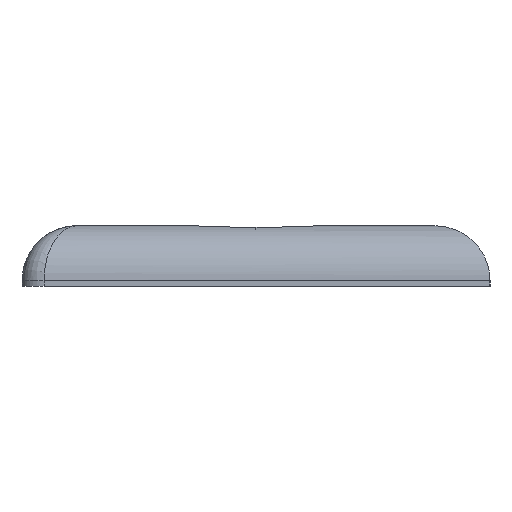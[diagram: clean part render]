
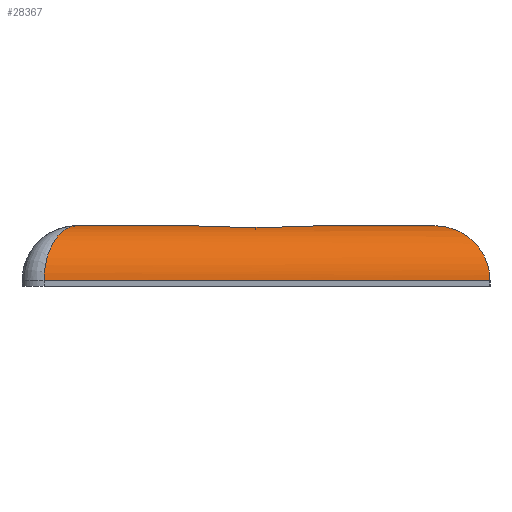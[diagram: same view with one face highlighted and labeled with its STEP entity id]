
A CAD part, left-side view. The second image highlights one B-rep face of the part: STEP entity #28367.
In plain terms, the highlighted cylindrical face has radius 10 mm (diameter 20 mm), a partial arc.
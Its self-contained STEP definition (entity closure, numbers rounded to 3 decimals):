
#18918=CARTESIAN_POINT('POINT1157',(-286.,-4.,0.));
#18919=VERTEX_POINT('VERTEX1157',#18918);
#18966=CARTESIAN_POINT('POINT1160',(-286.,-85.,0.));
#18967=VERTEX_POINT('VERTEX1160',#18966);
#18974=CARTESIAN_POINT('POS2359',(-286.,0.,0.));
#18975=DIRECTION('DIR2986',(0.,-1.,0.));
#18976=VECTOR('VEC1732',#18975,1.);
#18977=LINE('STRAIGHT1732',#18974,#18976);
#18978=EDGE_CURVE('EDGE1738',#18919,#18967,#18977,.T.);
#27164=CARTESIAN_POINT('POINT2033',(-276.,-10.,10.));
#27165=VERTEX_POINT('VERTEX2033',#27164);
#27172=CARTESIAN_POINT('POINT2034',(-276.,-30.,10.));
#27173=VERTEX_POINT('VERTEX2034',#27172);
#27174=CARTESIAN_POINT('POS3312',(-276.,0.,10.));
#27175=DIRECTION('DIR4014',(0.,-1.,0.));
#27176=VECTOR('VEC2610',#27175,1.);
#27177=LINE('STRAIGHT2610',#27174,#27176);
#27178=EDGE_CURVE('EDGE2620',#27165,#27173,#27177,.T.);
#27195=B_SPLINE_CURVE_WITH_KNOTS('SPLINE_CRV2',3,(#27196,#27197,#27198,
   #27199,#27200,#27201,#27202,#27203,#27204,#27205,#27206,#27207),
   .UNSPECIFIED.,.F.,.F.,(4,1,1,1,1,1,1,1,1,4),(0.,
   0.097,0.193,0.289,
   0.406,0.521,0.637,
   0.758,0.879,1.),.UNSPECIFIED.);
#27196=CARTESIAN_POINT('',(-286.,-4.,0.));
#27197=CARTESIAN_POINT('',(-286.,-4.
   ,0.548));
#27198=CARTESIAN_POINT('',(-285.909,-4.054
   ,1.647));
#27199=CARTESIAN_POINT('',(-285.51,-4.294
   ,3.229));
#27200=CARTESIAN_POINT('',(-284.83,-4.702
   ,4.802));
#27201=CARTESIAN_POINT('',(-283.849,-5.29
   ,6.288));
#27202=CARTESIAN_POINT('',(-282.579,-6.053,
   7.602));
#27203=CARTESIAN_POINT('',(-281.114,-6.932
   ,8.656));
#27204=CARTESIAN_POINT('',(-279.496,-7.902
   ,9.427));
#27205=CARTESIAN_POINT('',(-277.767,-8.94,
   9.896));
#27206=CARTESIAN_POINT('',(-276.588,-9.647
   ,10.));
#27207=CARTESIAN_POINT('',(-276.,-10.,10.));
#27208=EDGE_CURVE('EDGE2622',#27165,#18919,#27195,.F.);
#28312=CARTESIAN_POINT('POINT2038',(-276.,-75.,10.));
#28313=VERTEX_POINT('VERTEX2038',#28312);
#28314=CARTESIAN_POINT('POS3322',(-276.,-75.,0.));
#28315=DIRECTION('DIR4029',(0.707,-0.707
   ,0.));
#28316=DIRECTION('DIR4030',(-0.707,
   -0.707,0.));
#28317=AXIS2_PLACEMENT_3D('AXIS708',#28314,#28315,#28316);
#28318=ELLIPSE('ELLIPSE12',#28317,14.142,10.);
#28319=EDGE_CURVE('EDGE2629',#28313,#18967,#28318,.T.);
#28320=ORIENTED_EDGE('COEDGE4376',*,*,#28319,.F.);
#28321=CARTESIAN_POINT('POINT2039',(-276.,-55.,10.));
#28322=VERTEX_POINT('VERTEX2039',#28321);
#28323=CARTESIAN_POINT('POS3323',(-276.,0.,10.));
#28324=DIRECTION('DIR4031',(0.,-1.,0.));
#28325=VECTOR('VEC2615',#28324,1.);
#28326=LINE('STRAIGHT2615',#28323,#28325);
#28327=EDGE_CURVE('EDGE2630',#28322,#28313,#28326,.T.);
#28328=ORIENTED_EDGE('COEDGE4377',*,*,#28327,.F.);
#28329=CARTESIAN_POINT('POINT2040',(-278.5,-42.5,
   9.682));
#28330=VERTEX_POINT('VERTEX2040',#28329);
#28331=B_SPLINE_CURVE_WITH_KNOTS('SPLINE_CRV4',3,(#28332,#28333,#28334,
   #28335,#28336,#28337,#28338,#28339,#28340,#28341),.UNSPECIFIED.,.F.,
   .F.,(4,2,2,2,4),(12.929,15.947,
   19.136,22.325,25.515),
   .UNSPECIFIED.);
#28332=CARTESIAN_POINT('',(-276.,-55.
   ,10.));
#28333=CARTESIAN_POINT('',(-276.392,-54.06
   ,10.));
#28334=CARTESIAN_POINT('',(-276.742,-53.094
   ,9.977));
#28335=CARTESIAN_POINT('',(-277.368,-51.071
   ,9.911));
#28336=CARTESIAN_POINT('',(-277.639,-50.011
   ,9.867));
#28337=CARTESIAN_POINT('',(-278.071,-47.873
   ,9.786));
#28338=CARTESIAN_POINT('',(-278.233,-46.794
   ,9.748));
#28339=CARTESIAN_POINT('',(-278.448,-44.639
   ,9.696));
#28340=CARTESIAN_POINT('',(-278.5,-43.563,
   9.682));
#28341=CARTESIAN_POINT('',(-278.5,-42.5,9.682)
   );
#28342=EDGE_CURVE('EDGE2631',#28322,#28330,#28331,.T.);
#28343=ORIENTED_EDGE('COEDGE4378',*,*,#28342,.T.);
#28344=B_SPLINE_CURVE_WITH_KNOTS('SPLINE_CRV5',3,(#28345,#28346,#28347,
   #28348,#28349,#28350,#28351,#28352,#28353,#28354),.UNSPECIFIED.,.F.,
   .F.,(4,2,2,2,4),(25.515,28.704,
   31.893,35.083,38.1),
   .UNSPECIFIED.);
#28345=CARTESIAN_POINT('',(-278.5,-42.5,9.682)
   );
#28346=CARTESIAN_POINT('',(-278.5,-41.437,
   9.682));
#28347=CARTESIAN_POINT('',(-278.448,-40.361
   ,9.696));
#28348=CARTESIAN_POINT('',(-278.233,-38.206
   ,9.748));
#28349=CARTESIAN_POINT('',(-278.071,-37.127
   ,9.786));
#28350=CARTESIAN_POINT('',(-277.639,-34.989
   ,9.867));
#28351=CARTESIAN_POINT('',(-277.368,-33.929
   ,9.911));
#28352=CARTESIAN_POINT('',(-276.742,-31.906
   ,9.977));
#28353=CARTESIAN_POINT('',(-276.392,-30.94
   ,10.));
#28354=CARTESIAN_POINT('',(-276.,-30.
   ,10.));
#28355=EDGE_CURVE('EDGE2632',#28330,#27173,#28344,.T.);
#28356=ORIENTED_EDGE('COEDGE4379',*,*,#28355,.T.);
#28357=ORIENTED_EDGE('COEDGE4380',*,*,#27178,.F.);
#28358=ORIENTED_EDGE('COEDGE4381',*,*,#27208,.T.);
#28359=ORIENTED_EDGE('COEDGE4382',*,*,#18978,.T.);
#28360=EDGE_LOOP('NONE',(#28320,#28328,#28343,#28356,#28357,#28358,
   #28359));
#28361=FACE_BOUND('LOOP1',#28360,.T.);
#28362=CARTESIAN_POINT('POS3324',(-276.,0.,0.));
#28363=DIRECTION('DIR4032',(0.,-1.,0.));
#28364=DIRECTION('DIR4033',(0.,0.,1.));
#28365=AXIS2_PLACEMENT_3D('AXIS709',#28362,#28363,#28364);
#28366=CYLINDRICAL_SURFACE('CONE_SURF4',#28365,10.);
#28367=ADVANCED_FACE('FACE698',(#28361),#28366,.T.);
